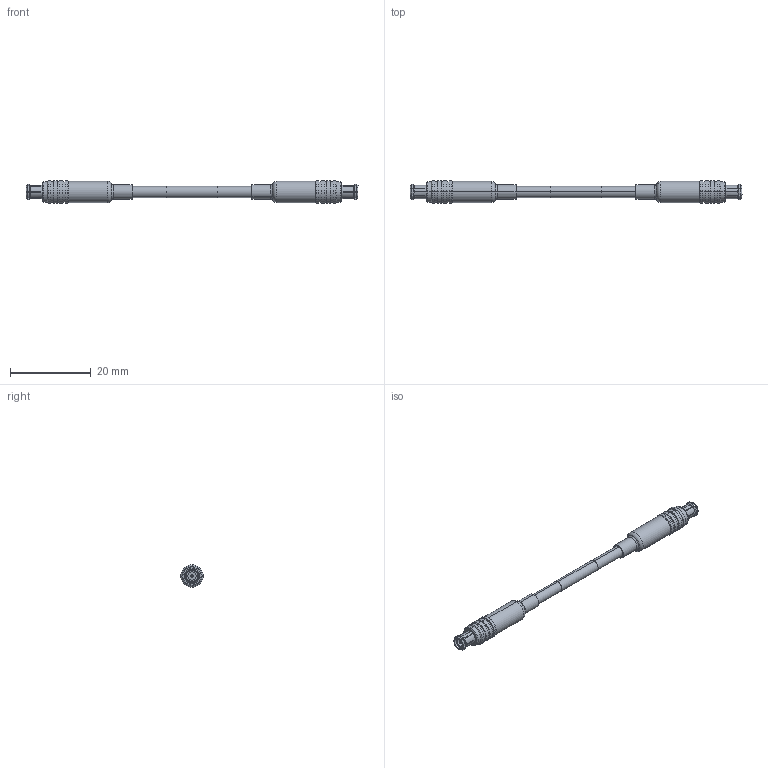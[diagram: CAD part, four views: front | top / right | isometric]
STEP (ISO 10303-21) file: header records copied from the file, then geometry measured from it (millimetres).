
FILE_DESCRIPTION (( 'STEP AP214' ), '1' );
FILE_NAME ('FMCA100086_3D.step', '2024-07-31T22:49:08', ( '' ), ( '' ), 'SwSTEP 2.0', 'SolidWorks 2022', '' );
FILE_SCHEMA (( 'AUTOMOTIVE_DESIGN' ));
Length unit declared in the file: inch
Products named in the file (4): SC9413A; RG188-HEATSHRINK_.75" Long; FMCA100086_3D; RG188A-U
Assembly tree (5 placements, depth 2):
  FMCA100086_3D
    RG188A-U
    SC9413A  x2
    RG188-HEATSHRINK_.75" Long  x2
Bounding box: 82.4 x 5.57 x 5.57 mm (x, y, z)
Volume: 828.4 mm3; surface area: 2556.2 mm2
Topology: 7 solids, 7 shells, 280 faces, 642 edges, 400 vertices
Faces by surface type: cylinder 122, plane 86, cone 52, torus 16, bspline 4
Entity records: 4407 total; most frequent: CARTESIAN_POINT 797, DIRECTION 778, ORIENTED_EDGE 660, EDGE_CURVE 330, AXIS2_PLACEMENT_3D 323, VERTEX_POINT 206, CIRCLE 172, EDGE_LOOP 162
